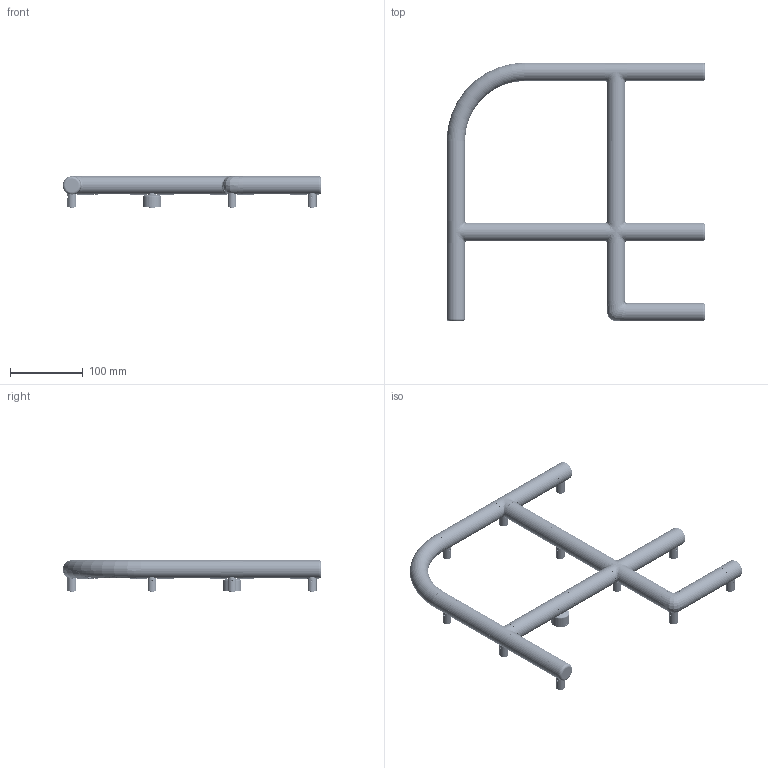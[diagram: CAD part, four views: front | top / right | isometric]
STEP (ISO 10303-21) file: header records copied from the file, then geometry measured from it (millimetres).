
FILE_DESCRIPTION(/* description */ (''),/* implementation_level */ '2;1');
FILE_NAME(/* name */ '1215Æ00_--A.O.L. L.M. LETTERA Æ.stp',/* time_stamp */ '2023-07-26T16:36:11+02:00',/* author */ (''),/* organization */ (''),/* preprocessor_version */ 'ST-DEVELOPER v19.3',/* originating_system */ 'SIEMENS PLM Software NX2212.5000',/* authorisation */ '');
FILE_SCHEMA (('AUTOMOTIVE_DESIGN { 1 0 10303 214 3 1 1 1 }'));
Length unit declared in the file: millimetre
Products named in the file (1): -_objects
Bounding box: 354.72 x 354.73 x 43 mm (x, y, z)
Volume: 314934.8 mm3; surface area: 279060.8 mm2
Topology: 72 solids, 72 shells, 4591 faces, 12085 edges, 7826 vertices
Faces by surface type: plane 1726, cylinder 1043, cone 738, bspline 679, torus 405
Full cylindrical faces by diameter (mm): 1.5 x47, 1.505 x1, 2 x1, 2.05 x13, 2.125 x24, 2.7 x24, 3.2 x11, 4 x1, 4.1 x11, 5.3 x11, 6.8 x11, 7.6 x11, 8.4 x1, 9 x11, 10 x1, 12 x13, 17.6 x1, 19.4 x1, 21.6 x2, 22 x1, 25 x1
Entity records: 204800 total; most frequent: CARTESIAN_POINT 94725, ORIENTED_EDGE 23026, DIRECTION 22481, EDGE_CURVE 11513, AXIS2_PLACEMENT_3D 8649, VERTEX_POINT 7632, EDGE_LOOP 5350, LINE 5183
